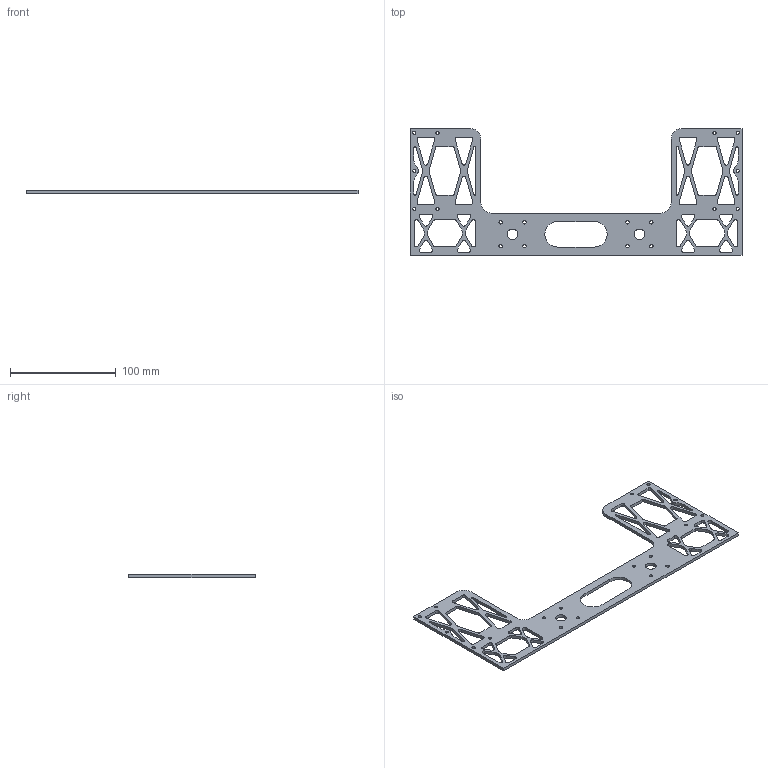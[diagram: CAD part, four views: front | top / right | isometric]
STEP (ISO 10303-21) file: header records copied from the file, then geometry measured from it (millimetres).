
FILE_DESCRIPTION (( 'STEP AP203' ), '1' );
FILE_NAME ('关节电机固定盒x1-碳板.STEP', '2024-11-05T11:22:31', ( '' ), ( '' ), 'SwSTEP 2.0', 'SolidWorks 2020', '' );
FILE_SCHEMA (( 'CONFIG_CONTROL_DESIGN' ));
Length unit declared in the file: millimetre
Products named in the file (1): 关节电机固定盒x1-碳板
Bounding box: 314 x 120 x 3 mm (x, y, z)
Volume: 40708.3 mm3; surface area: 37212 mm2
Topology: 1 solids, 1 shells, 284 faces, 846 edges, 564 vertices
Faces by surface type: cylinder 174, plane 110
Entity records: 9951 total; most frequent: DIRECTION 1764, CARTESIAN_POINT 1695, ORIENTED_EDGE 1692, EDGE_CURVE 846, AXIS2_PLACEMENT_3D 633, VERTEX_POINT 564, VECTOR 498, LINE 498
